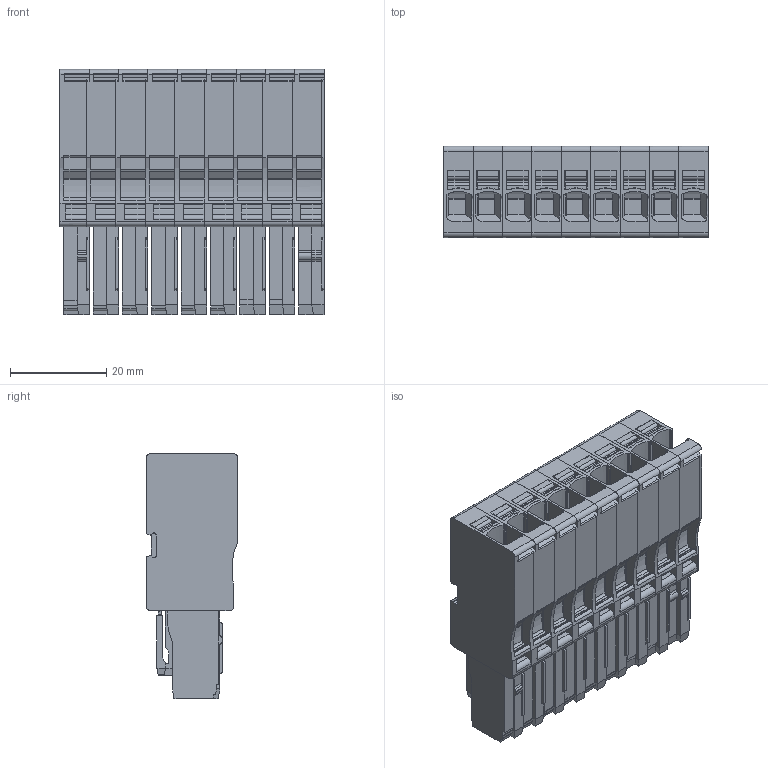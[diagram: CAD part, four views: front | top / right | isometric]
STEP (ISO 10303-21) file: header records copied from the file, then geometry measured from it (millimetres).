
FILE_DESCRIPTION(('CATIA V5R22 STEP214','CAx-IF Rec.Pracs.--- Model Styling and Organization---1.4--- 2014-01-23'),'2;1');
FILE_NAME ('351277-1_3', '2022-01-19T15:48:32+00:00', ('Weidmueller Interface'), ('Weidmueller'), 'CATIA Version 5-6 Release 2016 SP3 HF44', 'CATIA V5 STEP AP214', 'none');
FILE_SCHEMA(('AUTOMOTIVE_DESIGN { 1 0 10303 214 1 1 1 1 }'));
Products named in the file (1): 2540540000
Bounding box: 54.9 x 19 x 50.95 mm (x, y, z)
Volume: 35802 mm3; surface area: 29097.1 mm2
Topology: 19 solids, 19 shells, 4111 faces, 11243 edges, 7202 vertices
Faces by surface type: plane 1987, cylinder 1575, torus 234, cone 186, extrusion 66, sphere 36, revolution 27
Entity records: 127823 total; most frequent: CARTESIAN_POINT 27423, ORIENTED_EDGE 22414, DIRECTION 17673, EDGE_CURVE 11207, VECTOR 7384, LINE 7318, VERTEX_POINT 7202, AXIS2_PLACEMENT_3D 6700
